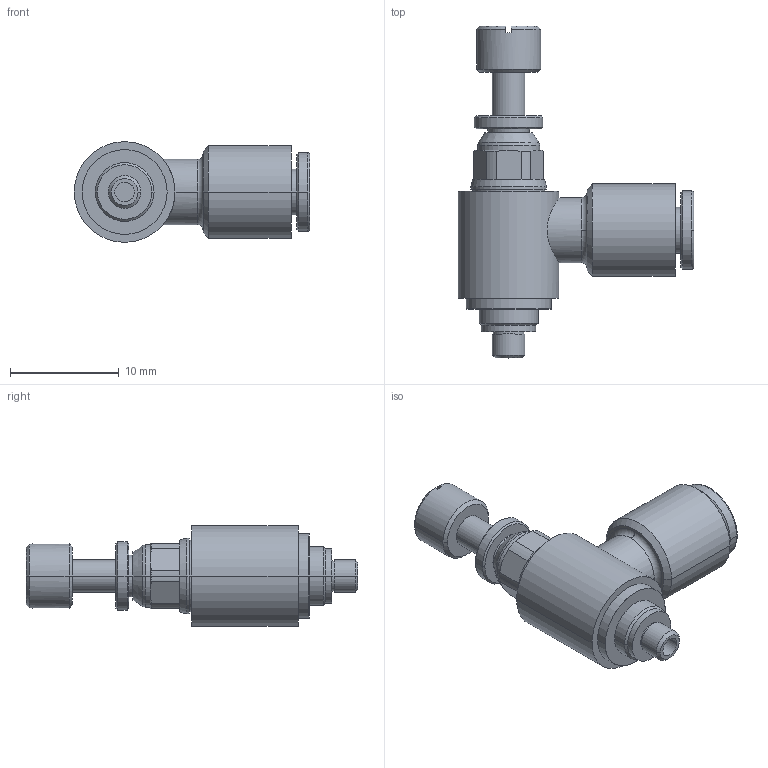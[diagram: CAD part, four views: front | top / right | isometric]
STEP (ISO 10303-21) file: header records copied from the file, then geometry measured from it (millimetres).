
FILE_DESCRIPTION(('STEP AP214'),'1');
FILE_NAME('7660_03_09.stp','2016-07-07T14:55:22',('TraceParts'),('TraceParts S.A.'),'Spatial InterOp 3D',' ',' ');
FILE_SCHEMA(('automotive_design'));
Length unit declared in the file: millimetre
Products named in the file (1): 1
Bounding box: 21.62 x 30.49 x 9.25 mm (x, y, z)
Volume: 1561.5 mm3; surface area: 1434.5 mm2
Topology: 1 solids, 1 shells, 119 faces, 275 edges, 175 vertices
Faces by surface type: cylinder 46, cone 36, plane 33, torus 4
Entity records: 3577 total; most frequent: CARTESIAN_POINT 773, DIRECTION 640, ORIENTED_EDGE 550, EDGE_CURVE 275, AXIS2_PLACEMENT_3D 268, VERTEX_POINT 175, CIRCLE 148, EDGE_LOOP 138
